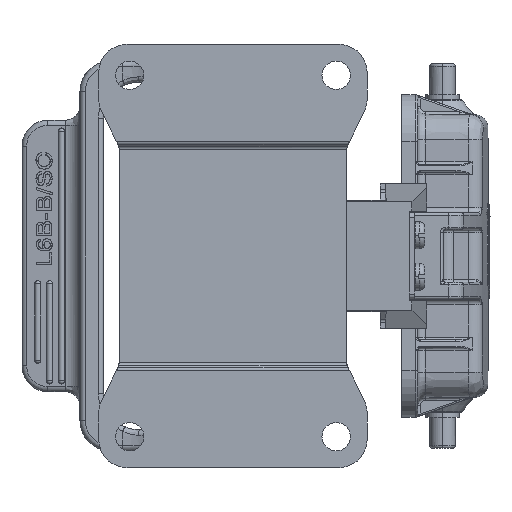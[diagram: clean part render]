
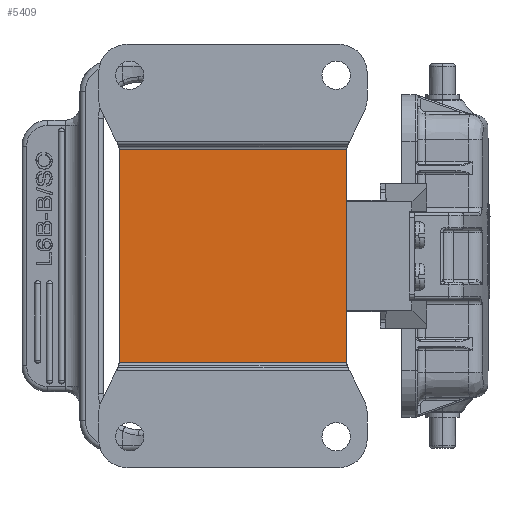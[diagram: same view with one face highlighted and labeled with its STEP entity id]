
A CAD part, front view. The second image highlights one B-rep face of the part: STEP entity #5409.
In plain terms, the highlighted planar face has unit normal (0, -1, 0).
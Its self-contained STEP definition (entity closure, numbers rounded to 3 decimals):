
#2029=B_SPLINE_CURVE_WITH_KNOTS('',3,(#62928,#62929,#62930,#62931),
 .UNSPECIFIED.,.F.,.F.,(4,4),(0.,1.),.UNSPECIFIED.);
#2030=B_SPLINE_CURVE_WITH_KNOTS('',3,(#62936,#62937,#62938,#62939),
 .UNSPECIFIED.,.F.,.F.,(4,4),(0.,1.),.UNSPECIFIED.);
#2031=B_SPLINE_CURVE_WITH_KNOTS('',3,(#62940,#62941,#62942,#62943),
 .UNSPECIFIED.,.F.,.F.,(4,4),(0.,1.),.UNSPECIFIED.);
#2032=B_SPLINE_CURVE_WITH_KNOTS('',3,(#62947,#62948,#62949,#62950),
 .UNSPECIFIED.,.F.,.F.,(4,4),(0.,1.),.UNSPECIFIED.);
#5409=ADVANCED_FACE('',(#8591),#7526,.F.);
#7526=PLANE('',#42120);
#8591=FACE_OUTER_BOUND('',#10959,.T.);
#10959=EDGE_LOOP('',(#20696,#20697,#20698,#20699,#20700,#20701,#20702,#20703));
#13635=LINE('',#62926,#16072);
#13636=LINE('',#62934,#16073);
#13637=LINE('',#62945,#16074);
#13638=LINE('',#62952,#16075);
#16072=VECTOR('',#47213,1.);
#16073=VECTOR('',#47216,1.);
#16074=VECTOR('',#47217,1.);
#16075=VECTOR('',#47218,1.);
#20696=ORIENTED_EDGE('',*,*,#35413,.F.);
#20697=ORIENTED_EDGE('',*,*,#35414,.F.);
#20698=ORIENTED_EDGE('',*,*,#35415,.T.);
#20699=ORIENTED_EDGE('',*,*,#35412,.T.);
#20700=ORIENTED_EDGE('',*,*,#35416,.F.);
#20701=ORIENTED_EDGE('',*,*,#35417,.F.);
#20702=ORIENTED_EDGE('',*,*,#35418,.T.);
#20703=ORIENTED_EDGE('',*,*,#35419,.T.);
#31057=VERTEX_POINT('',#62920);
#31058=VERTEX_POINT('',#62925);
#31059=VERTEX_POINT('',#62932);
#31060=VERTEX_POINT('',#62933);
#31061=VERTEX_POINT('',#62935);
#31062=VERTEX_POINT('',#62944);
#31063=VERTEX_POINT('',#62946);
#31064=VERTEX_POINT('',#62951);
#35412=EDGE_CURVE('',#31057,#31058,#13635,.T.);
#35413=EDGE_CURVE('',#31059,#31060,#2029,.T.);
#35414=EDGE_CURVE('',#31061,#31059,#13636,.T.);
#35415=EDGE_CURVE('',#31061,#31057,#2030,.T.);
#35416=EDGE_CURVE('',#31062,#31058,#2031,.T.);
#35417=EDGE_CURVE('',#31063,#31062,#13637,.T.);
#35418=EDGE_CURVE('',#31063,#31064,#2032,.T.);
#35419=EDGE_CURVE('',#31064,#31060,#13638,.T.);
#42120=AXIS2_PLACEMENT_3D('',#62953,#47219,#47220);
#47213=DIRECTION('',(1.,0.,0.));
#47216=DIRECTION('',(0.,0.,1.));
#47217=DIRECTION('',(0.,0.,-1.));
#47218=DIRECTION('',(-1.,0.,0.));
#47219=DIRECTION('',(0.,1.,0.));
#47220=DIRECTION('',(0.,0.,1.));
#62920=CARTESIAN_POINT('',(-22.009,-25.75,-20.572));
#62925=CARTESIAN_POINT('',(22.009,-25.75,-20.572));
#62926=CARTESIAN_POINT('',(-22.009,-25.75,-20.572));
#62928=CARTESIAN_POINT('',(-21.941,-25.75,19.749));
#62929=CARTESIAN_POINT('',(-21.941,-25.75,20.025));
#62930=CARTESIAN_POINT('',(-21.964,-25.75,20.3));
#62931=CARTESIAN_POINT('',(-22.009,-25.75,20.572));
#62932=CARTESIAN_POINT('',(-21.941,-25.75,19.749));
#62933=CARTESIAN_POINT('',(-22.009,-25.75,20.572));
#62934=CARTESIAN_POINT('',(-21.941,-25.75,-19.749));
#62935=CARTESIAN_POINT('',(-21.941,-25.75,-19.749));
#62936=CARTESIAN_POINT('',(-21.941,-25.75,-19.749));
#62937=CARTESIAN_POINT('',(-21.941,-25.75,-20.025));
#62938=CARTESIAN_POINT('',(-21.963,-25.75,-20.3));
#62939=CARTESIAN_POINT('',(-22.009,-25.75,-20.572));
#62940=CARTESIAN_POINT('',(21.941,-25.75,-19.749));
#62941=CARTESIAN_POINT('',(21.941,-25.75,-20.025));
#62942=CARTESIAN_POINT('',(21.964,-25.75,-20.3));
#62943=CARTESIAN_POINT('',(22.009,-25.75,-20.572));
#62944=CARTESIAN_POINT('',(21.941,-25.75,-19.749));
#62945=CARTESIAN_POINT('',(21.941,-25.75,19.749));
#62946=CARTESIAN_POINT('',(21.941,-25.75,19.749));
#62947=CARTESIAN_POINT('',(21.941,-25.75,19.749));
#62948=CARTESIAN_POINT('',(21.941,-25.75,20.025));
#62949=CARTESIAN_POINT('',(21.963,-25.75,20.3));
#62950=CARTESIAN_POINT('',(22.009,-25.75,20.572));
#62951=CARTESIAN_POINT('',(22.009,-25.75,20.572));
#62952=CARTESIAN_POINT('',(22.009,-25.75,20.572));
#62953=CARTESIAN_POINT('',(-47.,-25.75,20.904));
